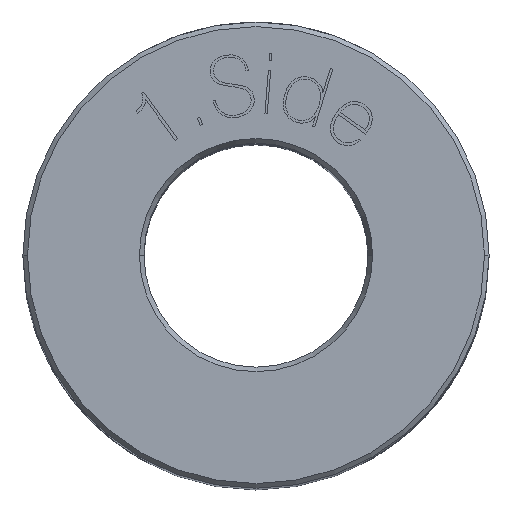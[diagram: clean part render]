
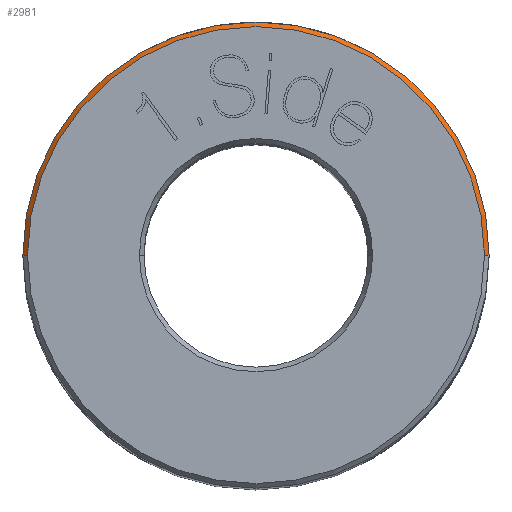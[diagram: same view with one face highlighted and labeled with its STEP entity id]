
A CAD part, top view. The second image highlights one B-rep face of the part: STEP entity #2981.
In plain terms, the highlighted conical face has half-angle 45 degrees and reference radius 23.142 mm.
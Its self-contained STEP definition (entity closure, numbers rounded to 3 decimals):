
#1379=EDGE_CURVE('NONE',#2205,#2727,#3537,.T.);
#1415=VERTEX_POINT('NONE',#3577);
#1905=EDGE_CURVE('NONE',#1415,#2727,#4111,.T.);
#1909=EDGE_CURVE('NONE',#2923,#2205,#4115,.T.);
#2205=VERTEX_POINT('NONE',#4447);
#2383=EDGE_CURVE('NONE',#1415,#2923,#4639,.T.);
#2727=VERTEX_POINT('NONE',#5016);
#2923=VERTEX_POINT('NONE',#5236);
#2981=ADVANCED_FACE('NONE',(#5300),#5301,.T.);
#3537=CIRCLE('',#6774,23.0);
#3577=CARTESIAN_POINT('',(22.543,0.,0.0));
#4111=LINE('',#8937,#8938);
#4115=LINE('',#8943,#8944);
#4447=CARTESIAN_POINT('',(-23.0,0.,-0.457));
#4639=CIRCLE('',#11023,22.543);
#5016=CARTESIAN_POINT('',(23.0,0.,-0.457));
#5236=CARTESIAN_POINT('',(-22.543,0.,0.0));
#5300=FACE_OUTER_BOUND('',#13584,.T.);
#5301=CONICAL_SURFACE('',#13585,23.143,0.785);
#6774=AXIS2_PLACEMENT_3D('',#15133,#15134,#15135);
#8937=CARTESIAN_POINT('',(23.143,0.,-0.6));
#8938=VECTOR('',#15566,1000.0);
#8943=CARTESIAN_POINT('',(-23.143,0.,-0.6));
#8944=VECTOR('',#15567,1000.0);
#11023=AXIS2_PLACEMENT_3D('',#15997,#15998,#15999);
#13584=EDGE_LOOP('',(#16535,#16536,#16537,#16538));
#13585=AXIS2_PLACEMENT_3D('',#16539,#16540,#16541);
#15133=CARTESIAN_POINT('',(0.0,0.0,-0.457));
#15134=DIRECTION('',(0.0,0.0,-1.0));
#15135=DIRECTION('',(-1.0,0.,0.0));
#15566=DIRECTION('',(0.707,0.,-0.707));
#15567=DIRECTION('',(-0.707,0.,-0.707));
#15997=CARTESIAN_POINT('',(0.0,0.0,0.0));
#15998=DIRECTION('',(0.0,0.0,1.0));
#15999=DIRECTION('',(1.0,0.,-0.0));
#16535=ORIENTED_EDGE('',*,*,#2383,.F.);
#16536=ORIENTED_EDGE('',*,*,#1905,.T.);
#16537=ORIENTED_EDGE('',*,*,#1379,.F.);
#16538=ORIENTED_EDGE('',*,*,#1909,.F.);
#16539=CARTESIAN_POINT('',(0.0,0.0,-0.6));
#16540=DIRECTION('',(-0.0,-0.0,-1.0));
#16541=DIRECTION('',(-1.0,0.,0.0));
